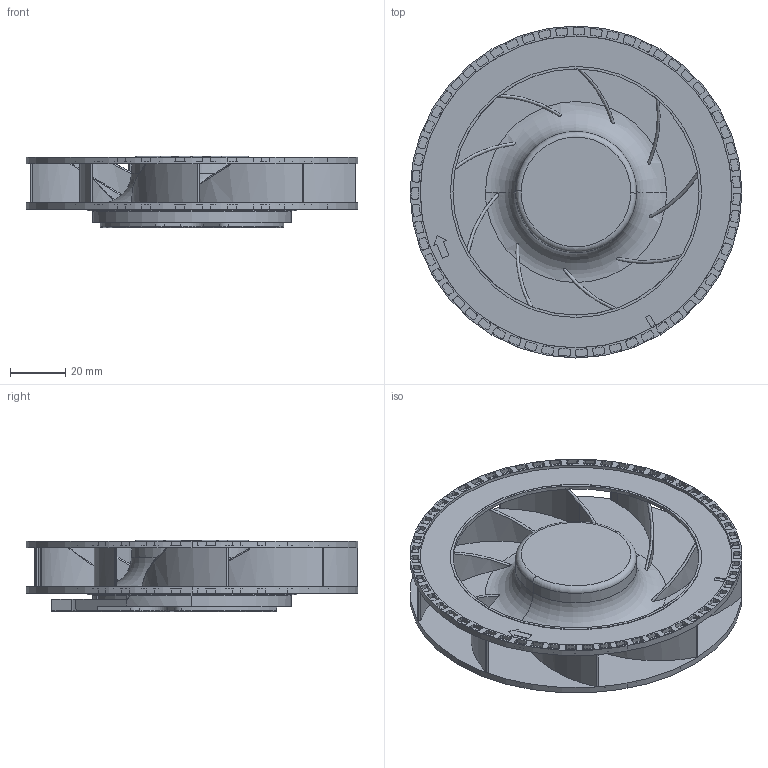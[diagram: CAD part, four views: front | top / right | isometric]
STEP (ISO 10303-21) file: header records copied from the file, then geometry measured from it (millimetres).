
FILE_DESCRIPTION((''),'2;1');
FILE_NAME('12025','2018-01-12T',('Administrator'),(''),'PRO/ENGINEER BY PARAMETRIC TECHNOLOGY CORPORATION, 2010280','PRO/ENGINEER BY PARAMETRIC TECHNOLOGY CORPORATION, 2010280','');
FILE_SCHEMA(('CONFIG_CONTROL_DESIGN'));
Length unit declared in the file: millimetre
Products named in the file (1): 12025
Bounding box: 120 x 120 x 25.8 mm (x, y, z)
Volume: 41638.9 mm3; surface area: 65034.6 mm2
Topology: 2 solids, 2 shells, 1579 faces, 4572 edges, 3121 vertices
Faces by surface type: cylinder 948, plane 531, cone 48, torus 32, bspline 18, sphere 2
Entity records: 55687 total; most frequent: CARTESIAN_POINT 12011, DIRECTION 9753, ORIENTED_EDGE 9144, EDGE_CURVE 4572, AXIS2_PLACEMENT_3D 3902, VERTEX_POINT 3121, CIRCLE 2341, VECTOR 1949
